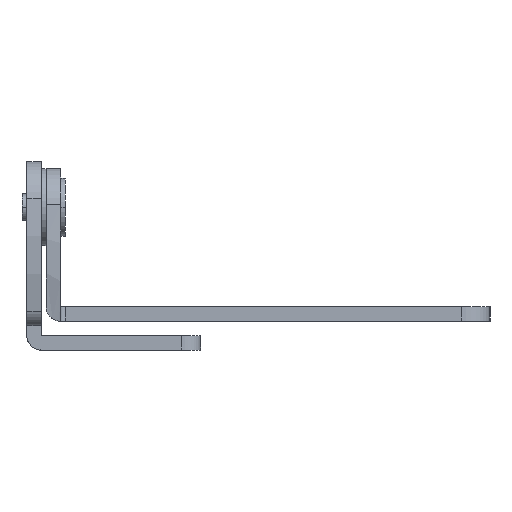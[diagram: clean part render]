
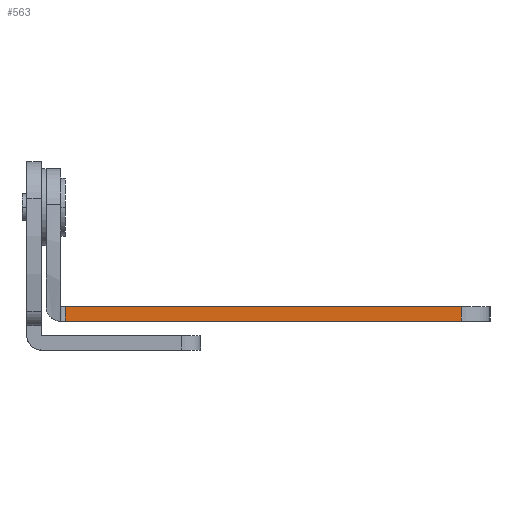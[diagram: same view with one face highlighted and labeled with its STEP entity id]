
A CAD part, left-side view. The second image highlights one B-rep face of the part: STEP entity #563.
In plain terms, the highlighted planar face has unit normal (-1, 0, 0).
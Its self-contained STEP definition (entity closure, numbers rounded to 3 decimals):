
#136 = VERTEX_POINT ( 'NONE', #1827 ) ;
#485 = VERTEX_POINT ( 'NONE', #2455 ) ;
#487 = EDGE_CURVE ( 'NONE', #485, #488, #2454, .T. ) ;
#488 = VERTEX_POINT ( 'NONE', #2450 ) ;
#563 = ADVANCED_FACE ( 'NONE', ( #2607 ), #2606, .F. ) ;
#564 = EDGE_LOOP ( 'NONE', ( #565, #566, #568, #569 ) ) ;
#565 = ORIENTED_EDGE ( 'NONE', *, *, #487, .F. ) ;
#566 = ORIENTED_EDGE ( 'NONE', *, *, #567, .T. ) ;
#567 = EDGE_CURVE ( 'NONE', #485, #136, #2601, .T. ) ;
#568 = ORIENTED_EDGE ( 'NONE', *, *, #585, .T. ) ;
#569 = ORIENTED_EDGE ( 'NONE', *, *, #570, .T. ) ;
#570 = EDGE_CURVE ( 'NONE', #583, #488, #2597, .T. ) ;
#583 = VERTEX_POINT ( 'NONE', #2637 ) ;
#585 = EDGE_CURVE ( 'NONE', #136, #583, #2636, .T. ) ;
#1827 = CARTESIAN_POINT ( 'NONE',  ( -3.7, -41.5, -10.3 ) ) ;
#2450 = CARTESIAN_POINT ( 'NONE',  ( -3.7, -0.5, -11.8 ) ) ;
#2451 = DIRECTION ( 'NONE',  ( 0., 1., 0. ) ) ;
#2452 = VECTOR ( 'NONE', #2451, 1000. ) ;
#2453 = CARTESIAN_POINT ( 'NONE',  ( -3.7, -44.5, -11.8 ) ) ;
#2454 = LINE ( 'NONE', #2453, #2452 ) ;
#2455 = CARTESIAN_POINT ( 'NONE',  ( -3.7, -41.5, -11.8 ) ) ;
#2594 = DIRECTION ( 'NONE',  ( 0., 0., -1. ) ) ;
#2595 = VECTOR ( 'NONE', #2594, 1000. ) ;
#2596 = CARTESIAN_POINT ( 'NONE',  ( -3.7, -0.5, -11.8 ) ) ;
#2597 = LINE ( 'NONE', #2596, #2595 ) ;
#2598 = DIRECTION ( 'NONE',  ( 0., 0., 1. ) ) ;
#2599 = VECTOR ( 'NONE', #2598, 1000. ) ;
#2600 = CARTESIAN_POINT ( 'NONE',  ( -3.7, -41.5, -10.3 ) ) ;
#2601 = LINE ( 'NONE', #2600, #2599 ) ;
#2602 = DIRECTION ( 'NONE',  ( 0., 0., -1. ) ) ;
#2603 = DIRECTION ( 'NONE',  ( 1., 0., 0. ) ) ;
#2604 = CARTESIAN_POINT ( 'NONE',  ( -3.7, -44.5, -11.8 ) ) ;
#2605 = AXIS2_PLACEMENT_3D ( 'NONE', #2604, #2603, #2602 ) ;
#2606 = PLANE ( 'NONE',  #2605 ) ;
#2607 = FACE_OUTER_BOUND ( 'NONE', #564, .T. ) ;
#2633 = DIRECTION ( 'NONE',  ( 0., 1., 0. ) ) ;
#2634 = VECTOR ( 'NONE', #2633, 1000. ) ;
#2635 = CARTESIAN_POINT ( 'NONE',  ( -3.7, -44.5, -10.3 ) ) ;
#2636 = LINE ( 'NONE', #2635, #2634 ) ;
#2637 = CARTESIAN_POINT ( 'NONE',  ( -3.7, -0.5, -10.3 ) ) ;
